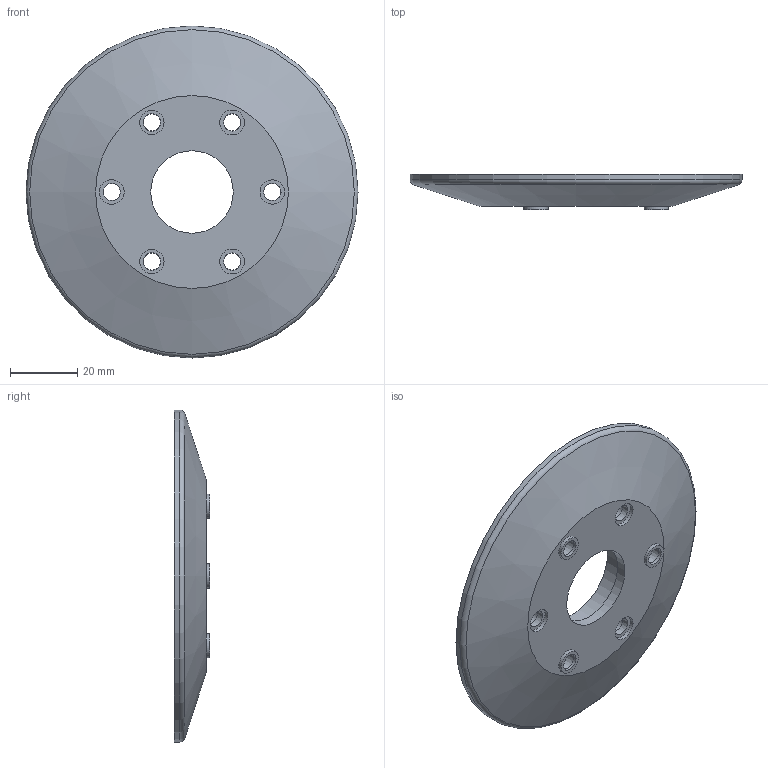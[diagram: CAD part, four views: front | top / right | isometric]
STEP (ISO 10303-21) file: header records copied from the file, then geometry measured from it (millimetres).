
FILE_DESCRIPTION(/* description */ (''),/* implementation_level */ '2;1');
FILE_NAME(/* name */ 'Misc_Pulley_am-0592.ipt.step',/* time_stamp */ '2014-01-01T17:34:25-08:00',/* author */ ('Philip'),/* organization */ (''),/* preprocessor_version */ 'ST-DEVELOPER v15.2',/* originating_system */ 'Autodesk Inventor 2014',/* authorisation */ '');
FILE_SCHEMA (('AUTOMOTIVE_DESIGN { 1 0 10303 214 3 1 1 }'));
Length unit declared in the file: inch
Products named in the file (1): Misc_Pulley_am-0592
Bounding box: 98.43 x 10.46 x 98.43 mm (x, y, z)
Volume: 30265.6 mm3; surface area: 20787.6 mm2
Topology: 1 solids, 1 shells, 131 faces, 326 edges, 216 vertices
Faces by surface type: plane 57, cone 49, torus 13, cylinder 12
Full cylindrical faces by diameter (mm): 5.182 x3, 7.214 x3, 7.366 x3, 24.435 x1, 28.55 x1, 98.43 x1
Entity records: 3910 total; most frequent: CARTESIAN_POINT 916, DIRECTION 622, ORIENTED_EDGE 586, EDGE_CURVE 293, AXIS2_PLACEMENT_3D 281, VERTEX_POINT 209, EDGE_LOOP 190, CIRCLE 149
